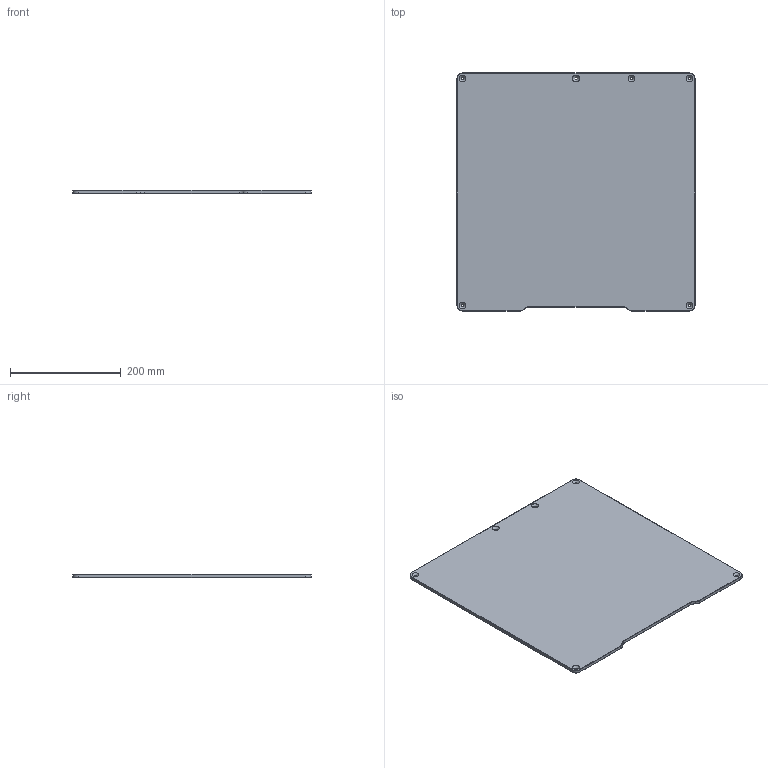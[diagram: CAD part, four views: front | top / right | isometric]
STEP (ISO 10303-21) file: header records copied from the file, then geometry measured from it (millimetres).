
FILE_DESCRIPTION(/* description */ (''),/* implementation_level */ '2;1');
FILE_NAME(/* name */ 'HW2199PC-Bed Plate - Cast tooling plate - Pre-Machined - 429x429x6mm.step',/* time_stamp */ '2022-09-19T15:10:13+01:00',/* author */ (''),/* organization */ (''),/* preprocessor_version */ 'ST-DEVELOPER v19',/* originating_system */ 'Autodesk Translation Framework v11.7.0.108',/* authorisation */ '');
FILE_SCHEMA (('AUTOMOTIVE_DESIGN { 1 0 10303 214 3 1 1 }'));
Length unit declared in the file: millimetre
Products named in the file (1): HW2199PC
Bounding box: 429 x 429 x 6 mm (x, y, z)
Volume: 1093753.7 mm3; surface area: 374749.4 mm2
Topology: 1 solids, 1 shells, 56 faces, 128 edges, 74 vertices
Faces by surface type: cone 22, plane 20, cylinder 14
Full cylindrical faces by diameter (mm): 5.3 x6
Entity records: 1614 total; most frequent: DIRECTION 292, CARTESIAN_POINT 259, ORIENTED_EDGE 256, EDGE_CURVE 128, AXIS2_PLACEMENT_3D 107, LINE 78, VECTOR 78, VERTEX_POINT 74
